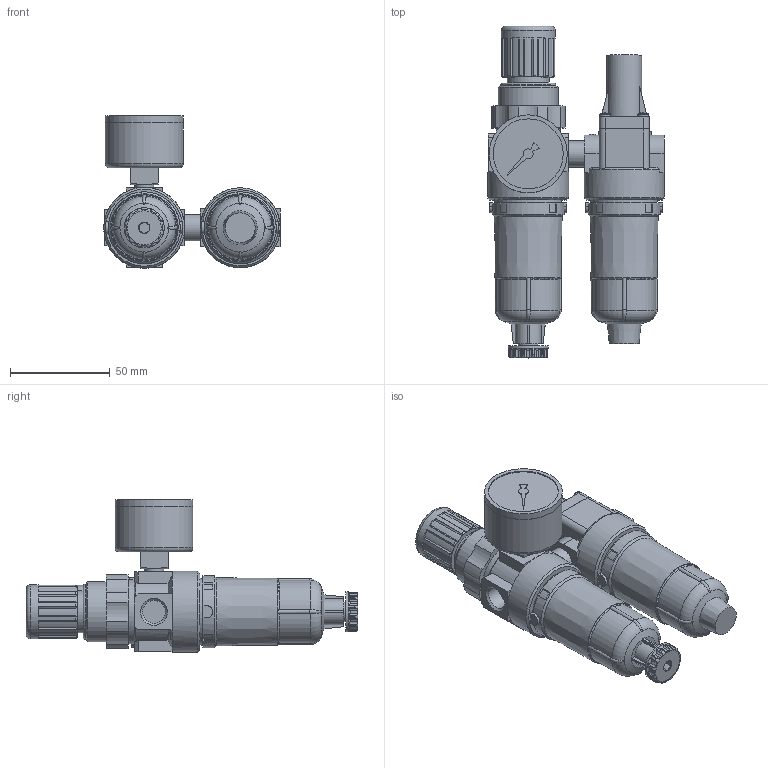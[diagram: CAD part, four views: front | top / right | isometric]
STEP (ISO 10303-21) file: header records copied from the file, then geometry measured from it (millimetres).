
FILE_DESCRIPTION( ( 'STEP AP203' ), ' ' );
FILE_NAME( '9.3101.00.035.0.stp', '2017-04-18T08:54:25', ( '' ), ( '' ), ' ', 'PARTsolutions', ' ' );
FILE_SCHEMA( ( 'CONFIG_CONTROL_DESIGN' ) );
Length unit declared in the file: millimetre
Products named in the file (7): 9.3101.00.035.0; _578.01 K-HA(2)_G; _578.01 K-HA(0)_F; _578.01 K-HA_M; _Gewindestift_1/4; _744 K_G; _744 K(0)_F
Assembly tree (6 placements, depth 2):
  9.3101.00.035.0
    _578.01 K-HA(2)_G
    _578.01 K-HA(0)_F
    _578.01 K-HA_M
    _Gewindestift_1/4
    _744 K_G
    _744 K(0)_F
Bounding box: 88.22 x 166 x 76.22 mm (x, y, z)
Volume: 268674.1 mm3; surface area: 50966.3 mm2
Topology: 6 solids, 8 shells, 597 faces, 1558 edges, 1011 vertices
Faces by surface type: plane 294, cylinder 203, cone 48, torus 46, sphere 6
Full cylindrical faces by diameter (mm): 4 x1, 5 x1, 7 x1, 8 x2, 8.566 x1, 9.2 x1, 9.728 x3, 11.445 x4, 13.157 x1, 17.5 x1, 20 x1, 21 x1, 27 x1, 27.5 x1, 30 x1, 32 x1, 33.3 x2, 35 x1, 36 x2, 38.96 x1, 39 x2, 40 x1, 40.43 x1
Entity records: 19667 total; most frequent: CARTESIAN_POINT 5254, DIRECTION 2955, ORIENTED_EDGE 2922, EDGE_CURVE 1461, AXIS2_PLACEMENT_3D 1156, VERTEX_POINT 985, EDGE_LOOP 704, FACE_OUTER_BOUND 644
